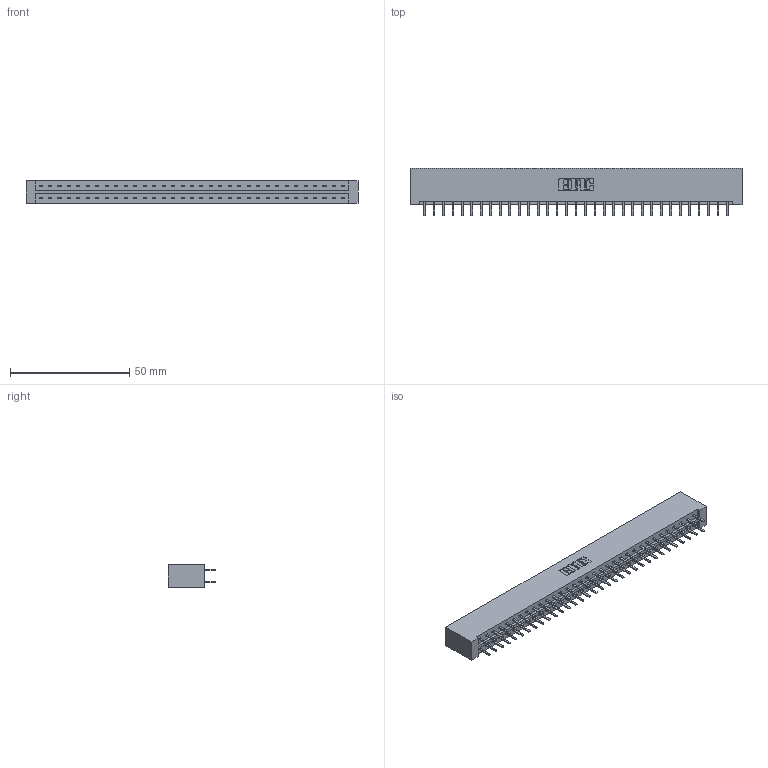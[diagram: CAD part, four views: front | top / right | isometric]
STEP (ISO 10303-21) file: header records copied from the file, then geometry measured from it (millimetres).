
FILE_DESCRIPTION (( 'STEP AP203' ), '1' );
FILE_NAME ('333-066-520-201.STEP', '2018-08-04T10:53:01', ( '' ), ( '' ), 'SwSTEP 2.0', 'SolidWorks 2016', '' );
FILE_SCHEMA (( 'CONFIG_CONTROL_DESIGN' ));
Length unit declared in the file: inch
Products named in the file (3): 333 Part_Lugless; 345-292-001_345-293-120; 333-066-520-201
Assembly tree (67 placements, depth 2):
  333-066-520-201
    333 Part_Lugless
    345-292-001_345-293-120  x66
Bounding box: 139.01 x 20.02 x 9.4 mm (x, y, z)
Volume: 14711.6 mm3; surface area: 17243.6 mm2
Topology: 67 solids, 67 shells, 3802 faces, 11045 edges, 7186 vertices
Faces by surface type: plane 2574, cylinder 1228
Entity records: 22231 total; most frequent: CARTESIAN_POINT 3706, ORIENTED_EDGE 3630, DIRECTION 3163, EDGE_CURVE 1815, VECTOR 1691, LINE 1691, VERTEX_POINT 1206, AXIS2_PLACEMENT_3D 736
